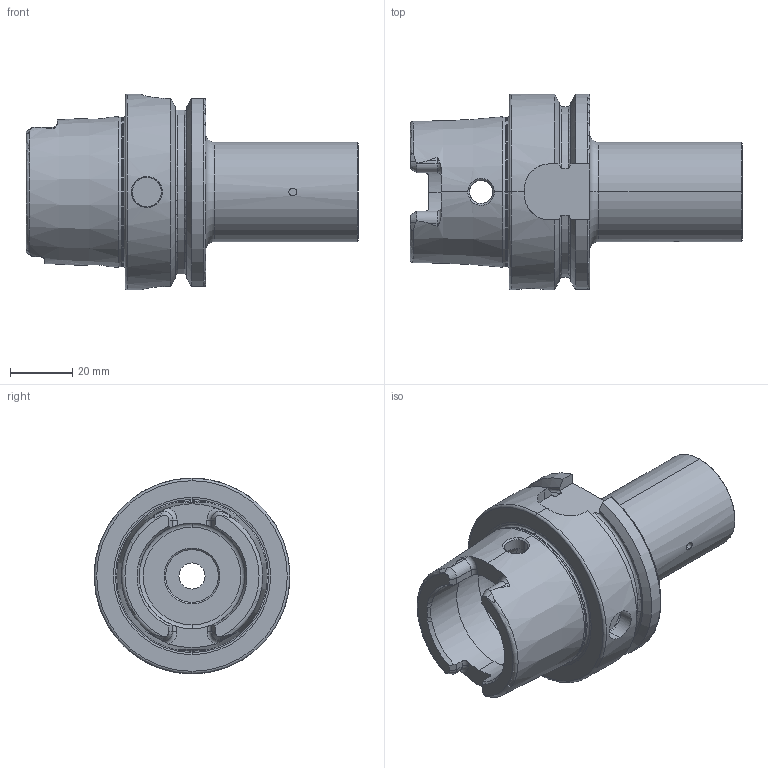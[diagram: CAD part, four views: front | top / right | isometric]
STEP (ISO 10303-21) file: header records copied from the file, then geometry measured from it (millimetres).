
FILE_DESCRIPTION (( 'STEP AP214' ), '1' );
FILE_NAME ('HA6.PS3.K01.075.STEP', '2023-01-31T15:21:08', ( '' ), ( '' ), 'SwSTEP 2.0', 'SolidWorks 2017', '' );
FILE_SCHEMA (( 'AUTOMOTIVE_DESIGN' ));
Length unit declared in the file: millimetre
Products named in the file (1): HA6.PS3.K01.075
Bounding box: 106.9 x 63 x 63 mm (x, y, z)
Volume: 108705.3 mm3; surface area: 29578.7 mm2
Topology: 1 solids, 1 shells, 207 faces, 526 edges, 325 vertices
Faces by surface type: cylinder 57, plane 49, torus 45, cone 44, bspline 12
Entity records: 8148 total; most frequent: CARTESIAN_POINT 2869, ORIENTED_EDGE 1052, DIRECTION 996, EDGE_CURVE 526, AXIS2_PLACEMENT_3D 416, VERTEX_POINT 325, CIRCLE 220, EDGE_LOOP 217
